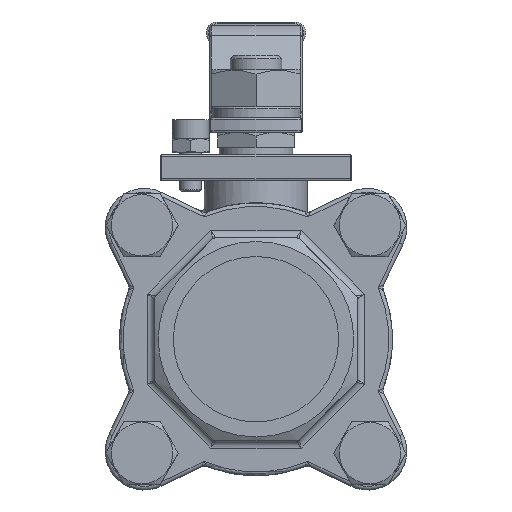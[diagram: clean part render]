
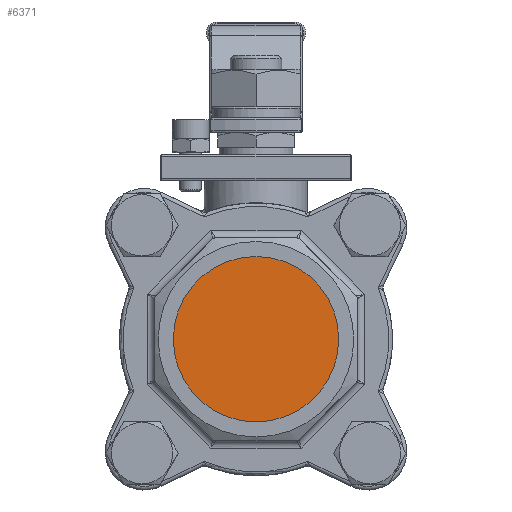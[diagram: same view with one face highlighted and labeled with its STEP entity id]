
A CAD part, front view. The second image highlights one B-rep face of the part: STEP entity #6371.
In plain terms, the highlighted planar face has unit normal (0, -1, 0).
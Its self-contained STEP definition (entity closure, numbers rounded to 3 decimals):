
#6351=CARTESIAN_POINT('',(22.422,0.0,0.));
#6352=VERTEX_POINT('',#6351);
#6353=CARTESIAN_POINT('',(0.0,0.0,0.));
#6354=DIRECTION('',(0.0,-1.0,0.0));
#6355=DIRECTION('',(1.0,0.0,0.0));
#6356=AXIS2_PLACEMENT_3D('',#6353,#6354,#6355);
#6357=CIRCLE('',#6356,22.422);
#6358=EDGE_CURVE('',#6352,#6352,#6357,.T.);
#6363=CARTESIAN_POINT('',(0.0,0.0,0.));
#6364=DIRECTION('',(0.0,-1.0,0.0));
#6365=DIRECTION('',(1.0,0.0,0.0));
#6366=AXIS2_PLACEMENT_3D('',#6363,#6364,#6365);
#6367=PLANE('',#6366);
#6368=ORIENTED_EDGE('',*,*,#6358,.T.);
#6369=EDGE_LOOP('',(#6368));
#6370=FACE_OUTER_BOUND('',#6369,.T.);
#6371=ADVANCED_FACE('',(#6370),#6367,.T.);
